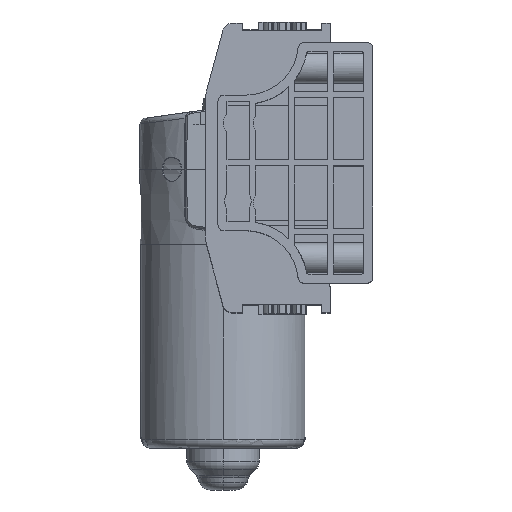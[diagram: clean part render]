
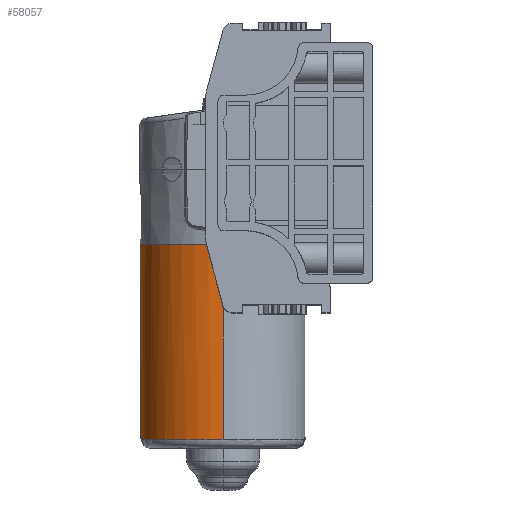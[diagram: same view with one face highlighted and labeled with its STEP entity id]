
A CAD part, left-side view. The second image highlights one B-rep face of the part: STEP entity #58057.
In plain terms, the highlighted cylindrical face has radius 27.4 mm (diameter 54.8 mm), a partial arc.
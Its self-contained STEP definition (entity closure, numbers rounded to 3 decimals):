
#187 = CARTESIAN_POINT ( 'NONE',  ( -34.424, 39.167, 35.457 ) ) ;
#2225 = CARTESIAN_POINT ( 'NONE',  ( -29.977, 12.13, 35.457 ) ) ;
#3312 = AXIS2_PLACEMENT_3D ( 'NONE', #19441, #42323, #24040 ) ;
#4121 = DIRECTION ( 'NONE',  ( 0., 0., 1. ) ) ;
#4480 = CARTESIAN_POINT ( 'NONE',  ( -29.977, 12.13, 35.457 ) ) ;
#5290 = ORIENTED_EDGE ( 'NONE', *, *, #20735, .T. ) ;
#5366 = CARTESIAN_POINT ( 'NONE',  ( -34.379, 39.174, 35.534 ) ) ;
#5959 = VECTOR ( 'NONE', #28897, 1000. ) ;
#6413 = ORIENTED_EDGE ( 'NONE', *, *, #57279, .T. ) ;
#6818 = VERTEX_POINT ( 'NONE', #47635 ) ;
#7219 = VERTEX_POINT ( 'NONE', #13981 ) ;
#7237 = DIRECTION ( 'NONE',  ( 0., 0., 1. ) ) ;
#7646 = EDGE_CURVE ( 'NONE', #9917, #45346, #9083, .T. ) ;
#7717 = CARTESIAN_POINT ( 'NONE',  ( -26.236, 39.274, 35.945 ) ) ;
#8187 = ORIENTED_EDGE ( 'NONE', *, *, #21356, .T. ) ;
#9083 = B_SPLINE_CURVE_WITH_KNOTS ( 'NONE', 3,
 ( #53266, #57631, #26469, #53074, #58029, #35563, #58221, #7717, #25678, #39753 ),
 .UNSPECIFIED., .F., .F.,
 ( 4, 2, 2, 2, 4 ),
 ( 0., 0., 0.001, 0.001, 0.001 ),
 .UNSPECIFIED. ) ;
#9773 = CARTESIAN_POINT ( 'NONE',  ( -33.542, 39.297, 35.957 ) ) ;
#9917 = VERTEX_POINT ( 'NONE', #49561 ) ;
#10272 = LINE ( 'NONE', #29490, #5959 ) ;
#13567 = DIRECTION ( 'NONE',  ( 0., 0., 1. ) ) ;
#13768 = CARTESIAN_POINT ( 'NONE',  ( -33.631, 39.285, 35.957 ) ) ;
#13981 = CARTESIAN_POINT ( 'NONE',  ( -57.377, 12.13, 35.457 ) ) ;
#14358 = CARTESIAN_POINT ( 'NONE',  ( -33.972, 39.237, 35.867 ) ) ;
#16631 = ORIENTED_EDGE ( 'NONE', *, *, #43263, .T. ) ;
#18728 = LINE ( 'NONE', #49713, #35065 ) ;
#18934 = CARTESIAN_POINT ( 'NONE',  ( -34.198, 39.203, 35.727 ) ) ;
#19441 = CARTESIAN_POINT ( 'NONE',  ( -29.977, 12.13, 67.832 ) ) ;
#20735 = EDGE_CURVE ( 'NONE', #23670, #9917, #29367, .T. ) ;
#21356 = EDGE_CURVE ( 'NONE', #26572, #7219, #58847, .T. ) ;
#22592 = EDGE_LOOP ( 'NONE', ( #39769, #5290, #37981, #49520, #16631, #8187, #6413, #26668 ) ) ;
#22689 = VERTEX_POINT ( 'NONE', #58151 ) ;
#22714 = CARTESIAN_POINT ( 'NONE',  ( -29.977, 12.13, 35.957 ) ) ;
#23322 = CARTESIAN_POINT ( 'NONE',  ( -33.718, 39.274, 35.945 ) ) ;
#23670 = VERTEX_POINT ( 'NONE', #56481 ) ;
#24040 = DIRECTION ( 'NONE',  ( -1., 0., 0. ) ) ;
#25678 = CARTESIAN_POINT ( 'NONE',  ( -26.323, 39.286, 35.957 ) ) ;
#26469 = CARTESIAN_POINT ( 'NONE',  ( -25.63, 39.183, 35.604 ) ) ;
#26540 = AXIS2_PLACEMENT_3D ( 'NONE', #2225, #51784, #38064 ) ;
#26572 = VERTEX_POINT ( 'NONE', #39940 ) ;
#26668 = ORIENTED_EDGE ( 'NONE', *, *, #58252, .F. ) ;
#27654 = AXIS2_PLACEMENT_3D ( 'NONE', #4480, #46303, #33114 ) ;
#28819 = EDGE_CURVE ( 'NONE', #45346, #22689, #44588, .T. ) ;
#28897 = DIRECTION ( 'NONE',  ( 0., 0., 1. ) ) ;
#29367 = CIRCLE ( 'NONE', #27654, 27.4 ) ;
#29490 = CARTESIAN_POINT ( 'NONE',  ( -2.577, 12.13, 67.832 ) ) ;
#29966 = EDGE_CURVE ( 'NONE', #23670, #43511, #10272, .T. ) ;
#31425 = CIRCLE ( 'NONE', #44946, 27.4 ) ;
#32606 = CARTESIAN_POINT ( 'NONE',  ( -34.324, 39.183, 35.603 ) ) ;
#33114 = DIRECTION ( 'NONE',  ( 1., 0., 0. ) ) ;
#35006 = CYLINDRICAL_SURFACE ( 'NONE', #3312, 27.4 ) ;
#35065 = VECTOR ( 'NONE', #4121, 1000. ) ;
#35563 = CARTESIAN_POINT ( 'NONE',  ( -25.982, 39.237, 35.867 ) ) ;
#37981 = ORIENTED_EDGE ( 'NONE', *, *, #7646, .T. ) ;
#38064 = DIRECTION ( 'NONE',  ( 1., 0., 0. ) ) ;
#39753 = CARTESIAN_POINT ( 'NONE',  ( -26.412, 39.297, 35.957 ) ) ;
#39769 = ORIENTED_EDGE ( 'NONE', *, *, #29966, .F. ) ;
#39940 = CARTESIAN_POINT ( 'NONE',  ( -34.424, 39.167, 35.457 ) ) ;
#40821 = DIRECTION ( 'NONE',  ( 1., 0., 0. ) ) ;
#41614 = CARTESIAN_POINT ( 'NONE',  ( -33.889, 39.25, 35.901 ) ) ;
#42323 = DIRECTION ( 'NONE',  ( 0., 0., 1. ) ) ;
#43263 = EDGE_CURVE ( 'NONE', #22689, #26572, #48183, .T. ) ;
#43511 = VERTEX_POINT ( 'NONE', #52080 ) ;
#44588 = CIRCLE ( 'NONE', #49227, 27.4 ) ;
#44946 = AXIS2_PLACEMENT_3D ( 'NONE', #56952, #7237, #48048 ) ;
#45346 = VERTEX_POINT ( 'NONE', #59005 ) ;
#46303 = DIRECTION ( 'NONE',  ( 0., 0., 1. ) ) ;
#47635 = CARTESIAN_POINT ( 'NONE',  ( -57.377, 12.13, 100.207 ) ) ;
#48048 = DIRECTION ( 'NONE',  ( 1., 0., 0. ) ) ;
#48183 = B_SPLINE_CURVE_WITH_KNOTS ( 'NONE', 3,
 ( #9773, #13768, #23322, #41614, #14358, #54858, #18934, #32606, #5366, #187 ),
 .UNSPECIFIED., .F., .F.,
 ( 4, 2, 2, 2, 4 ),
 ( 0., 0., 0.001, 0.001, 0.001 ),
 .UNSPECIFIED. ) ;
#48555 = FACE_OUTER_BOUND ( 'NONE', #22592, .T. ) ;
#49227 = AXIS2_PLACEMENT_3D ( 'NONE', #22714, #13567, #40821 ) ;
#49520 = ORIENTED_EDGE ( 'NONE', *, *, #28819, .T. ) ;
#49561 = CARTESIAN_POINT ( 'NONE',  ( -25.53, 39.167, 35.457 ) ) ;
#49713 = CARTESIAN_POINT ( 'NONE',  ( -57.377, 12.13, 67.832 ) ) ;
#51784 = DIRECTION ( 'NONE',  ( 0., 0., 1. ) ) ;
#52080 = CARTESIAN_POINT ( 'NONE',  ( -2.577, 12.13, 100.207 ) ) ;
#53074 = CARTESIAN_POINT ( 'NONE',  ( -25.756, 39.203, 35.727 ) ) ;
#53266 = CARTESIAN_POINT ( 'NONE',  ( -25.53, 39.167, 35.457 ) ) ;
#54858 = CARTESIAN_POINT ( 'NONE',  ( -34.126, 39.214, 35.781 ) ) ;
#56481 = CARTESIAN_POINT ( 'NONE',  ( -2.577, 12.13, 35.457 ) ) ;
#56952 = CARTESIAN_POINT ( 'NONE',  ( -29.977, 12.13, 100.207 ) ) ;
#57279 = EDGE_CURVE ( 'NONE', #7219, #6818, #18728, .T. ) ;
#57631 = CARTESIAN_POINT ( 'NONE',  ( -25.575, 39.174, 35.534 ) ) ;
#58029 = CARTESIAN_POINT ( 'NONE',  ( -25.828, 39.214, 35.781 ) ) ;
#58057 = ADVANCED_FACE ( 'NONE', ( #48555 ), #35006, .T. ) ;
#58151 = CARTESIAN_POINT ( 'NONE',  ( -33.542, 39.297, 35.957 ) ) ;
#58221 = CARTESIAN_POINT ( 'NONE',  ( -26.065, 39.25, 35.901 ) ) ;
#58252 = EDGE_CURVE ( 'NONE', #43511, #6818, #31425, .T. ) ;
#58847 = CIRCLE ( 'NONE', #26540, 27.4 ) ;
#59005 = CARTESIAN_POINT ( 'NONE',  ( -26.412, 39.297, 35.957 ) ) ;
